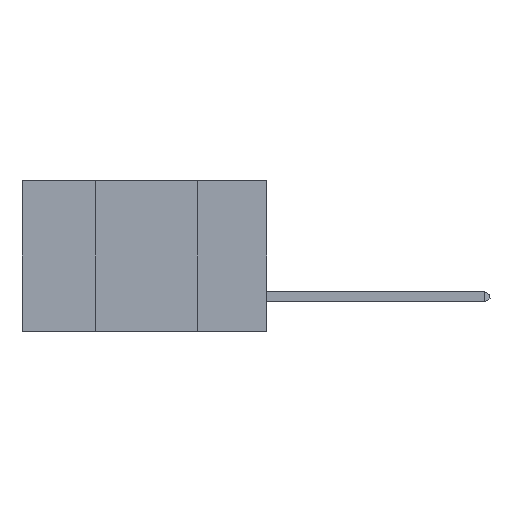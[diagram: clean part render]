
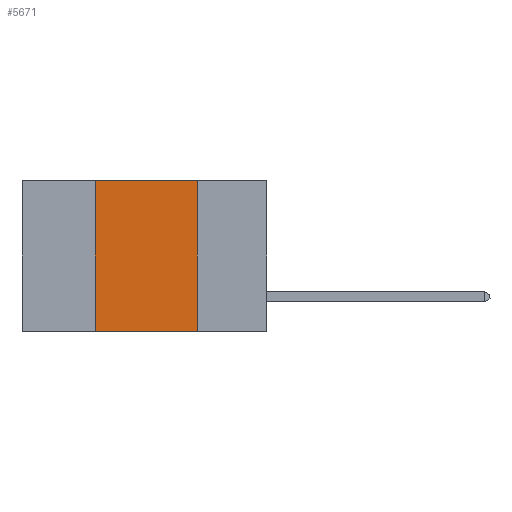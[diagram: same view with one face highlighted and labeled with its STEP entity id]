
A CAD part, left-side view. The second image highlights one B-rep face of the part: STEP entity #5671.
In plain terms, the highlighted planar face has unit normal (-1, 0, 0).
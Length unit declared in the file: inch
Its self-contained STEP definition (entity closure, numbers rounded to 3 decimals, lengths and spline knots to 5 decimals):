
#627 = ORIENTED_EDGE ( 'NONE', *, *, #26927, .F. ) ;
#1297 = VECTOR ( 'NONE', #4954, 39.37008 ) ;
#3429 = VERTEX_POINT ( 'NONE', #13984 ) ;
#3891 = VECTOR ( 'NONE', #15493, 39.37008 ) ;
#3961 = VECTOR ( 'NONE', #12636, 39.37008 ) ;
#4902 = AXIS2_PLACEMENT_3D ( 'NONE', #15020, #6223, #21565 ) ;
#4954 = DIRECTION ( 'NONE',  ( 0., 0., -1. ) ) ;
#5671 = ADVANCED_FACE ( 'NONE', ( #9358 ), #12819, .F. ) ;
#6223 = DIRECTION ( 'NONE',  ( 1., 0., 0. ) ) ;
#6280 = CARTESIAN_POINT ( 'NONE',  ( 0., 0.42, 0. ) ) ;
#7844 = EDGE_CURVE ( 'NONE', #27861, #22943, #27918, .T. ) ;
#9358 = FACE_OUTER_BOUND ( 'NONE', #24538, .T. ) ;
#9425 = VECTOR ( 'NONE', #15795, 39.37008 ) ;
#10255 = VERTEX_POINT ( 'NONE', #26746 ) ;
#11257 = ORIENTED_EDGE ( 'NONE', *, *, #7844, .F. ) ;
#12617 = ORIENTED_EDGE ( 'NONE', *, *, #15928, .T. ) ;
#12636 = DIRECTION ( 'NONE',  ( 0., -1., 0. ) ) ;
#12819 = PLANE ( 'NONE',  #4902 ) ;
#13225 = LINE ( 'NONE', #18165, #1297 ) ;
#13984 = CARTESIAN_POINT ( 'NONE',  ( 0., 0.17, -0.37 ) ) ;
#15020 = CARTESIAN_POINT ( 'NONE',  ( 0., 0.6, 0. ) ) ;
#15493 = DIRECTION ( 'NONE',  ( 0., -1., 0. ) ) ;
#15795 = DIRECTION ( 'NONE',  ( 0., 0., 1. ) ) ;
#15928 = EDGE_CURVE ( 'NONE', #10255, #3429, #21534, .T. ) ;
#18165 = CARTESIAN_POINT ( 'NONE',  ( 0., 0.17, 0. ) ) ;
#20567 = EDGE_CURVE ( 'NONE', #22943, #3429, #13225, .T. ) ;
#20992 = LINE ( 'NONE', #22216, #9425 ) ;
#21534 = LINE ( 'NONE', #23465, #3961 ) ;
#21565 = DIRECTION ( 'NONE',  ( 0., 0., -1. ) ) ;
#22118 = ORIENTED_EDGE ( 'NONE', *, *, #20567, .F. ) ;
#22216 = CARTESIAN_POINT ( 'NONE',  ( 0., 0.42, 0. ) ) ;
#22943 = VERTEX_POINT ( 'NONE', #23125 ) ;
#23125 = CARTESIAN_POINT ( 'NONE',  ( 0., 0.17, 0. ) ) ;
#23465 = CARTESIAN_POINT ( 'NONE',  ( 0., 0.6, -0.37 ) ) ;
#24538 = EDGE_LOOP ( 'NONE', ( #22118, #11257, #627, #12617 ) ) ;
#26288 = CARTESIAN_POINT ( 'NONE',  ( 0., 0.6, 0. ) ) ;
#26746 = CARTESIAN_POINT ( 'NONE',  ( 0., 0.42, -0.37 ) ) ;
#26927 = EDGE_CURVE ( 'NONE', #10255, #27861, #20992, .T. ) ;
#27861 = VERTEX_POINT ( 'NONE', #6280 ) ;
#27918 = LINE ( 'NONE', #26288, #3891 ) ;
